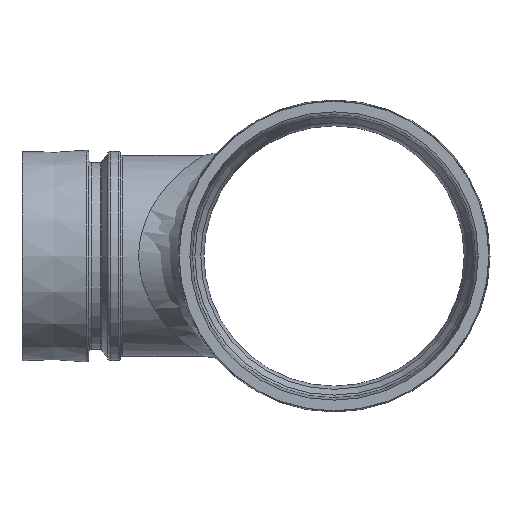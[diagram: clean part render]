
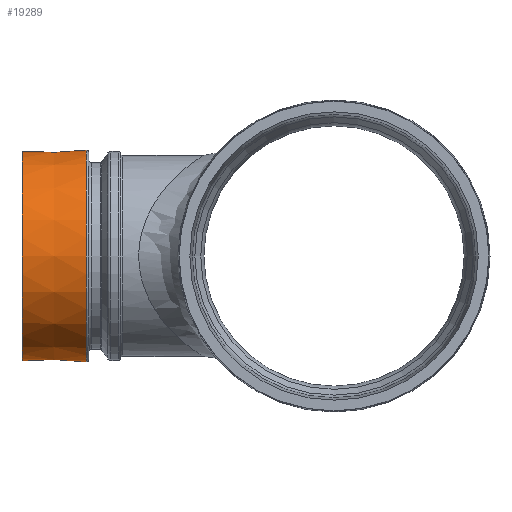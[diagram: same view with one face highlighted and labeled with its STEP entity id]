
A CAD part, left-side view. The second image highlights one B-rep face of the part: STEP entity #19289.
In plain terms, the highlighted conical face has half-angle 1 degrees and reference radius 29.996 mm.
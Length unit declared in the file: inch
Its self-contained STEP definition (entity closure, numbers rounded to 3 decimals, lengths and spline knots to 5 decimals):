
#1834 = CARTESIAN_POINT ( 'NONE',  ( 0., 3.5, 0. ) ) ;
#1855 = EDGE_LOOP ( 'NONE', ( #21208 ) ) ;
#3033 = DIRECTION ( 'NONE',  ( -1., 0., 0. ) ) ;
#5021 = AXIS2_PLACEMENT_3D ( 'NONE', #30638, #19600, #3033 ) ;
#6445 = EDGE_CURVE ( 'NONE', #17692, #17692, #10770, .T. ) ;
#8920 = FACE_BOUND ( 'NONE', #35163, .T. ) ;
#9368 = AXIS2_PLACEMENT_3D ( 'NONE', #1834, #32154, #18191 ) ;
#10770 = CIRCLE ( 'NONE', #29409, 1.18697 ) ;
#12385 = FACE_OUTER_BOUND ( 'NONE', #1855, .T. ) ;
#15043 = VERTEX_POINT ( 'NONE', #28348 ) ;
#17692 = VERTEX_POINT ( 'NONE', #19254 ) ;
#18191 = DIRECTION ( 'NONE',  ( 1., 0., 0. ) ) ;
#18619 = EDGE_CURVE ( 'NONE', #15043, #15043, #24610, .T. ) ;
#19254 = CARTESIAN_POINT ( 'NONE',  ( 1.18697, 2.78052, 0. ) ) ;
#19289 = ADVANCED_FACE ( 'NONE', ( #8920, #12385 ), #22428, .T. ) ;
#19600 = DIRECTION ( 'NONE',  ( 0., -1., 0. ) ) ;
#19879 = ORIENTED_EDGE ( 'NONE', *, *, #18619, .T. ) ;
#19928 = DIRECTION ( 'NONE',  ( 0., -1., 0. ) ) ;
#21208 = ORIENTED_EDGE ( 'NONE', *, *, #6445, .F. ) ;
#22428 = CONICAL_SURFACE ( 'NONE', #5021, 1.18095, 0.017 ) ;
#24610 = CIRCLE ( 'NONE', #9368, 1.17441 ) ;
#28070 = CARTESIAN_POINT ( 'NONE',  ( 0., 2.78052, 0. ) ) ;
#28348 = CARTESIAN_POINT ( 'NONE',  ( 1.17441, 3.5, 0. ) ) ;
#29409 = AXIS2_PLACEMENT_3D ( 'NONE', #28070, #19928, #30486 ) ;
#30486 = DIRECTION ( 'NONE',  ( 1., 0., 0. ) ) ;
#30638 = CARTESIAN_POINT ( 'NONE',  ( 0., 3.125, 0. ) ) ;
#32154 = DIRECTION ( 'NONE',  ( 0., -1., 0. ) ) ;
#35163 = EDGE_LOOP ( 'NONE', ( #19879 ) ) ;
